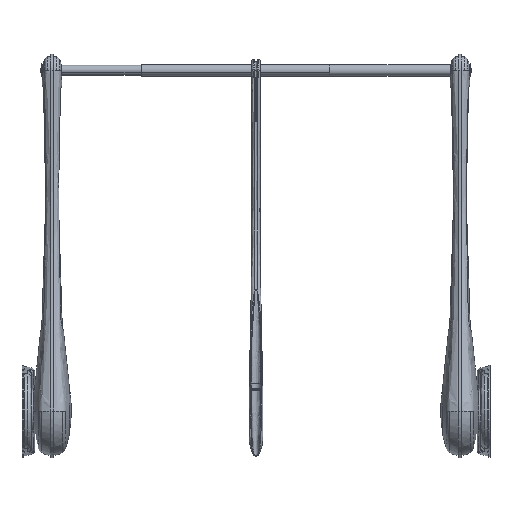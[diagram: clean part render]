
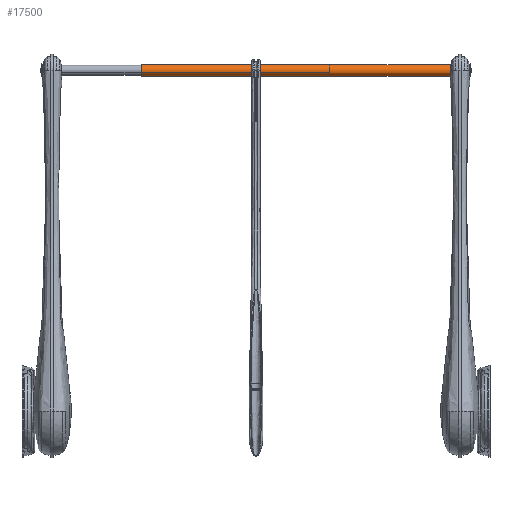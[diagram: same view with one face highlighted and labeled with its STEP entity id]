
A CAD part, front view. The second image highlights one B-rep face of the part: STEP entity #17500.
In plain terms, the highlighted cylindrical face has radius 11.2 mm (diameter 22.4 mm), a partial arc.
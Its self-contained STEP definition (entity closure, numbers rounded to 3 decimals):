
#6823 = VERTEX_POINT ( 'NONE', #21986 ) ;
#7629 = CARTESIAN_POINT ( 'NONE',  ( 0., 0., 640. ) ) ;
#8888 = CARTESIAN_POINT ( 'NONE',  ( 0., 0., 640. ) ) ;
#10322 = CYLINDRICAL_SURFACE ( 'NONE', #80487, 11.2 ) ;
#10417 = FACE_OUTER_BOUND ( 'NONE', #90143, .T. ) ;
#16434 = DIRECTION ( 'NONE',  ( 1., 0., 0. ) ) ;
#17500 = ADVANCED_FACE ( 'NONE', ( #10417 ), #10322, .T. ) ;
#20809 = CARTESIAN_POINT ( 'NONE',  ( 0., 0., 0. ) ) ;
#21986 = CARTESIAN_POINT ( 'NONE',  ( 11.2, 0., 640. ) ) ;
#25757 = EDGE_CURVE ( 'NONE', #60748, #31371, #63760, .T. ) ;
#26926 = VECTOR ( 'NONE', #67592, 1000. ) ;
#27298 = LINE ( 'NONE', #37909, #26926 ) ;
#28348 = DIRECTION ( 'NONE',  ( 1., 0., 0. ) ) ;
#31371 = VERTEX_POINT ( 'NONE', #54425 ) ;
#33392 = AXIS2_PLACEMENT_3D ( 'NONE', #20809, #72592, #28348 ) ;
#35249 = ORIENTED_EDGE ( 'NONE', *, *, #25757, .T. ) ;
#37833 = CIRCLE ( 'NONE', #33392, 11.2 ) ;
#37909 = CARTESIAN_POINT ( 'NONE',  ( 11.2, 0., 640. ) ) ;
#43670 = CARTESIAN_POINT ( 'NONE',  ( -11.2, 0., 640. ) ) ;
#52403 = DIRECTION ( 'NONE',  ( -1., 0., 0. ) ) ;
#54425 = CARTESIAN_POINT ( 'NONE',  ( -11.2, 0., 0. ) ) ;
#55072 = VERTEX_POINT ( 'NONE', #84877 ) ;
#57049 = EDGE_CURVE ( 'NONE', #6823, #55072, #27298, .T. ) ;
#59738 = DIRECTION ( 'NONE',  ( 0., 0., -1. ) ) ;
#60427 = CIRCLE ( 'NONE', #61753, 11.2 ) ;
#60727 = ORIENTED_EDGE ( 'NONE', *, *, #57049, .F. ) ;
#60748 = VERTEX_POINT ( 'NONE', #43670 ) ;
#60971 = DIRECTION ( 'NONE',  ( 0., 0., 1. ) ) ;
#61753 = AXIS2_PLACEMENT_3D ( 'NONE', #8888, #60971, #16434 ) ;
#61905 = ORIENTED_EDGE ( 'NONE', *, *, #81656, .T. ) ;
#63680 = VECTOR ( 'NONE', #94489, 1000. ) ;
#63760 = LINE ( 'NONE', #87181, #63680 ) ;
#67592 = DIRECTION ( 'NONE',  ( 0., 0., -1. ) ) ;
#72592 = DIRECTION ( 'NONE',  ( 0., 0., 1. ) ) ;
#75072 = EDGE_CURVE ( 'NONE', #60748, #6823, #60427, .T. ) ;
#80487 = AXIS2_PLACEMENT_3D ( 'NONE', #7629, #59738, #52403 ) ;
#81656 = EDGE_CURVE ( 'NONE', #31371, #55072, #37833, .T. ) ;
#84877 = CARTESIAN_POINT ( 'NONE',  ( 11.2, 0., 0. ) ) ;
#87181 = CARTESIAN_POINT ( 'NONE',  ( -11.2, 0., 640. ) ) ;
#89406 = ORIENTED_EDGE ( 'NONE', *, *, #75072, .F. ) ;
#90143 = EDGE_LOOP ( 'NONE', ( #60727, #89406, #35249, #61905 ) ) ;
#94489 = DIRECTION ( 'NONE',  ( 0., 0., -1. ) ) ;
